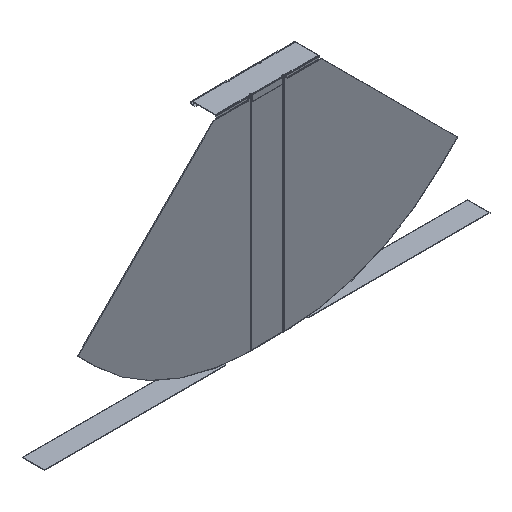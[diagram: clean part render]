
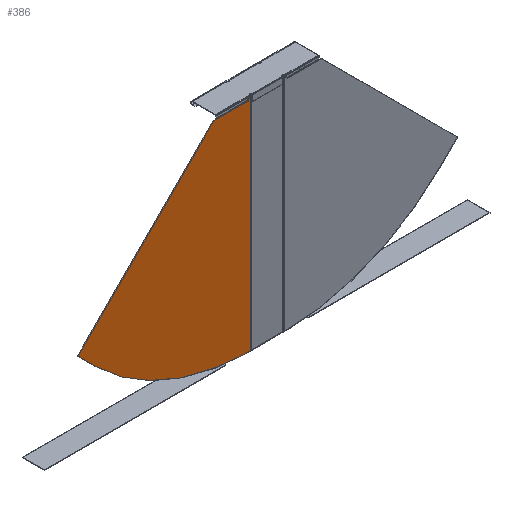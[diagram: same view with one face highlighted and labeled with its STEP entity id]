
A CAD part, isometric view. The second image highlights one B-rep face of the part: STEP entity #386.
In plain terms, the highlighted planar face has unit normal (0, -1, 0).
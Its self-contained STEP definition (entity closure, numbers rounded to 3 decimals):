
#8 = ORIENTED_EDGE ( 'NONE', *, *, #1635, .F. ) ;
#59 = VERTEX_POINT ( 'NONE', #3471 ) ;
#262 = DIRECTION ( 'NONE',  ( 0.707, 0., 0.707 ) ) ;
#280 = DIRECTION ( 'NONE',  ( 0., 1., 0. ) ) ;
#356 = VECTOR ( 'NONE', #1738, 1000. ) ;
#386 = ADVANCED_FACE ( 'NONE', ( #3502 ), #3190, .F. ) ;
#498 = AXIS2_PLACEMENT_3D ( 'NONE', #2194, #3826, #3802 ) ;
#513 = LINE ( 'NONE', #2033, #1042 ) ;
#553 = ORIENTED_EDGE ( 'NONE', *, *, #4030, .F. ) ;
#594 = LINE ( 'NONE', #3109, #814 ) ;
#814 = VECTOR ( 'NONE', #262, 1000. ) ;
#841 = CARTESIAN_POINT ( 'NONE',  ( -43.995, -2.5, -7. ) ) ;
#844 = CARTESIAN_POINT ( 'NONE',  ( -35.495, -2.5, 2.25 ) ) ;
#906 = DIRECTION ( 'NONE',  ( 0.707, 0., 0.707 ) ) ;
#917 = ORIENTED_EDGE ( 'NONE', *, *, #2369, .F. ) ;
#929 = EDGE_CURVE ( 'NONE', #59, #988, #513, .T. ) ;
#943 = VERTEX_POINT ( 'NONE', #3730 ) ;
#988 = VERTEX_POINT ( 'NONE', #2094 ) ;
#1042 = VECTOR ( 'NONE', #2074, 1000. ) ;
#1327 = EDGE_LOOP ( 'NONE', ( #8, #2694, #917, #553, #2960, #3605 ) ) ;
#1338 = VERTEX_POINT ( 'NONE', #2721 ) ;
#1395 = DIRECTION ( 'NONE',  ( 0., 0., 1. ) ) ;
#1445 = CARTESIAN_POINT ( 'NONE',  ( -119.995, -2.5, -7. ) ) ;
#1611 = VERTEX_POINT ( 'NONE', #2837 ) ;
#1635 = EDGE_CURVE ( 'NONE', #1611, #59, #2328, .T. ) ;
#1711 = LINE ( 'NONE', #3028, #3465 ) ;
#1738 = DIRECTION ( 'NONE',  ( 1., 0., 0. ) ) ;
#2033 = CARTESIAN_POINT ( 'NONE',  ( -384.629, -2.5, -346.884 ) ) ;
#2074 = DIRECTION ( 'NONE',  ( -0.707, 0., 0.707 ) ) ;
#2094 = CARTESIAN_POINT ( 'NONE',  ( -422.254, -2.5, -309.259 ) ) ;
#2137 = DIRECTION ( 'NONE',  ( 0., 0., 1. ) ) ;
#2191 = AXIS2_PLACEMENT_3D ( 'NONE', #844, #280, #2137 ) ;
#2194 = CARTESIAN_POINT ( 'NONE',  ( -35.495, -2.5, 2.25 ) ) ;
#2219 = VERTEX_POINT ( 'NONE', #841 ) ;
#2328 = CIRCLE ( 'NONE', #498, 493.75 ) ;
#2369 = EDGE_CURVE ( 'NONE', #2219, #1338, #3232, .T. ) ;
#2454 = LINE ( 'NONE', #1445, #356 ) ;
#2694 = ORIENTED_EDGE ( 'NONE', *, *, #3477, .T. ) ;
#2721 = CARTESIAN_POINT ( 'NONE',  ( -38.182, -2.5, -1.187 ) ) ;
#2837 = CARTESIAN_POINT ( 'NONE',  ( -38.182, -2.5, -491.493 ) ) ;
#2960 = ORIENTED_EDGE ( 'NONE', *, *, #3592, .F. ) ;
#3028 = CARTESIAN_POINT ( 'NONE',  ( -38.182, -2.5, 2.25 ) ) ;
#3109 = CARTESIAN_POINT ( 'NONE',  ( -422.254, -2.5, -309.259 ) ) ;
#3190 = PLANE ( 'NONE',  #2191 ) ;
#3232 = LINE ( 'NONE', #3806, #3682 ) ;
#3465 = VECTOR ( 'NONE', #1395, 1000. ) ;
#3471 = CARTESIAN_POINT ( 'NONE',  ( -384.629, -2.5, -346.884 ) ) ;
#3477 = EDGE_CURVE ( 'NONE', #1611, #1338, #1711, .T. ) ;
#3502 = FACE_OUTER_BOUND ( 'NONE', #1327, .T. ) ;
#3592 = EDGE_CURVE ( 'NONE', #988, #943, #594, .T. ) ;
#3605 = ORIENTED_EDGE ( 'NONE', *, *, #929, .F. ) ;
#3682 = VECTOR ( 'NONE', #906, 1000. ) ;
#3730 = CARTESIAN_POINT ( 'NONE',  ( -119.995, -2.5, -7. ) ) ;
#3802 = DIRECTION ( 'NONE',  ( 0., 0., 1. ) ) ;
#3806 = CARTESIAN_POINT ( 'NONE',  ( -43.995, -2.5, -7. ) ) ;
#3826 = DIRECTION ( 'NONE',  ( 0., 1., 0. ) ) ;
#4030 = EDGE_CURVE ( 'NONE', #943, #2219, #2454, .T. ) ;
